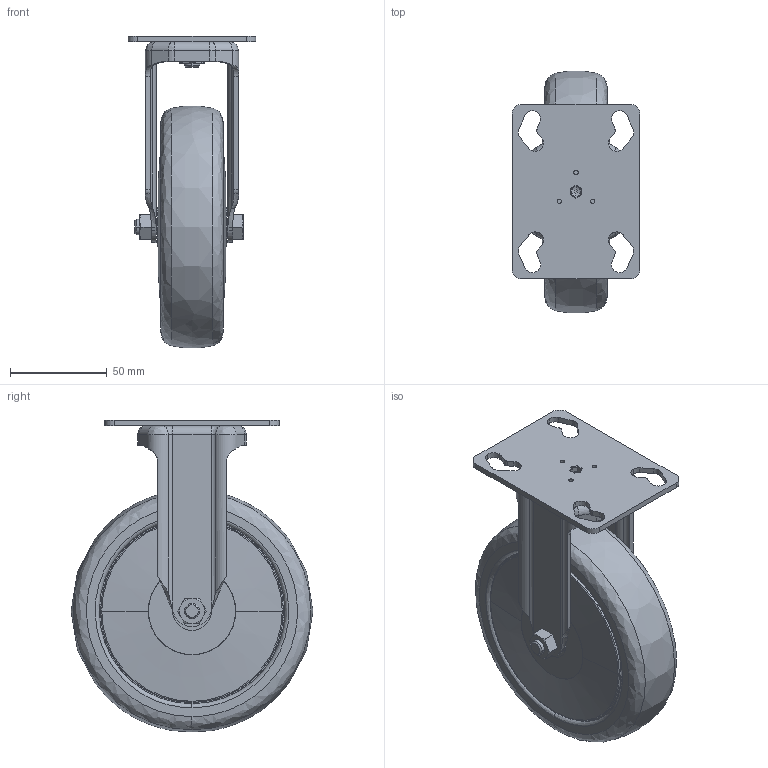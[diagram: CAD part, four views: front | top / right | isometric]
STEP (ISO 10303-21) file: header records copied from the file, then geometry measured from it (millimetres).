
FILE_DESCRIPTION (( 'STEP AP214' ), '1' );
FILE_NAME ('7420062', '2019-02-04T12:25:11', ( '' ), ('JUGARD+KÜNSTNER GmbH'), 'SwSTEP 2.0', 'SolidWorks 2017', '' );
FILE_SCHEMA (( 'AUTOMOTIVE_DESIGN' ));
Length unit declared in the file: millimetre
Products named in the file (1): 7420062_CNAJF00
Bounding box: 66 x 124.71 x 160.86 mm (x, y, z)
Volume: 432407.1 mm3; surface area: 69149.4 mm2
Topology: 3 solids, 3 shells, 338 faces, 797 edges, 478 vertices
Faces by surface type: cylinder 103, plane 100, bspline 80, cone 55
Entity records: 15485 total; most frequent: CARTESIAN_POINT 4431, ORIENTED_EDGE 1582, DIRECTION 1435, EDGE_CURVE 791, AXIS2_PLACEMENT_3D 558, VERTEX_POINT 478, EDGE_LOOP 367, UNCERTAINTY_MEASURE_WITH_UNIT 343
